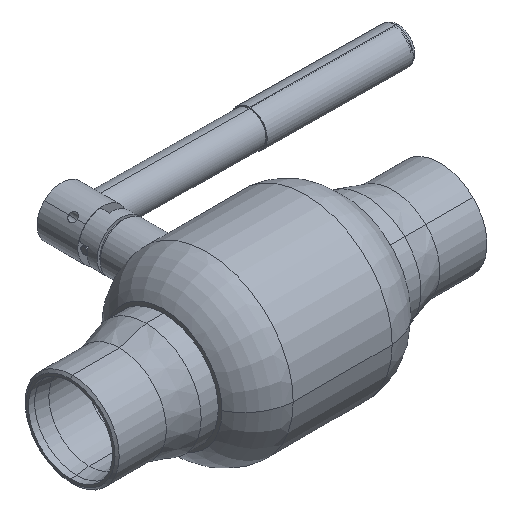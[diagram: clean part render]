
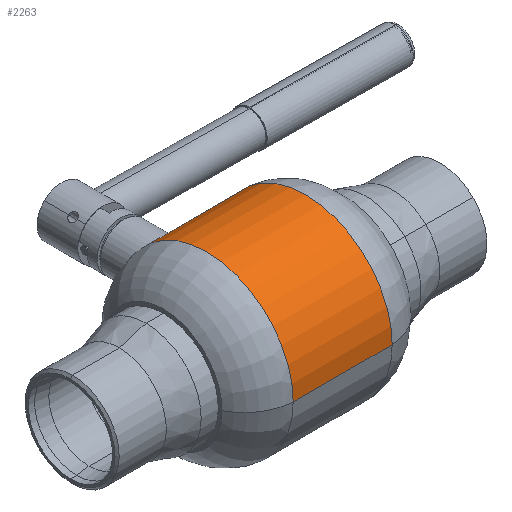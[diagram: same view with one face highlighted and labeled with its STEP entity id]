
A CAD part, isometric view. The second image highlights one B-rep face of the part: STEP entity #2263.
In plain terms, the highlighted cylindrical face has radius 70 mm (diameter 140 mm), a partial arc.
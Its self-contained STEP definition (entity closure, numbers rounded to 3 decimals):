
#6 = CARTESIAN_POINT ( 'NONE',  ( 0., 67.372, 19. ) ) ;
#18 = DIRECTION ( 'NONE',  ( -1., 0., 0. ) ) ;
#36 = VERTEX_POINT ( 'NONE', #304 ) ;
#60 = CARTESIAN_POINT ( 'NONE',  ( -40., 0., 0. ) ) ;
#92 = CARTESIAN_POINT ( 'NONE',  ( 40., 70., 0. ) ) ;
#240 = CARTESIAN_POINT ( 'NONE',  ( -15.074, 69.037, 11.583 ) ) ;
#293 = VERTEX_POINT ( 'NONE', #92 ) ;
#303 = CARTESIAN_POINT ( 'NONE',  ( -18.385, 69.835, 4.952 ) ) ;
#304 = CARTESIAN_POINT ( 'NONE',  ( 19., 70., 0. ) ) ;
#324 = CARTESIAN_POINT ( 'NONE',  ( 1.243, 67.381, 18.97 ) ) ;
#359 = CARTESIAN_POINT ( 'NONE',  ( -14.287, 68.869, 12.54 ) ) ;
#374 = CARTESIAN_POINT ( 'NONE',  ( 40., -70., 0. ) ) ;
#379 = CARTESIAN_POINT ( 'NONE',  ( 16.476, 69.354, 9.542 ) ) ;
#652 = DIRECTION ( 'NONE',  ( -1., 0., 0. ) ) ;
#728 = CARTESIAN_POINT ( 'NONE',  ( 18.752, 69.933, 3.119 ) ) ;
#754 = CARTESIAN_POINT ( 'NONE',  ( 0.622, 67.372, 19. ) ) ;
#785 = FACE_OUTER_BOUND ( 'NONE', #1264, .T. ) ;
#792 = CARTESIAN_POINT ( 'NONE',  ( 14.29, 68.87, 12.537 ) ) ;
#819 = CARTESIAN_POINT ( 'NONE',  ( 17.784, 69.68, 6.716 ) ) ;
#959 = EDGE_CURVE ( 'NONE', #1530, #5723, #3898, .T. ) ;
#1067 = ORIENTED_EDGE ( 'NONE', *, *, #4767, .T. ) ;
#1091 = CARTESIAN_POINT ( 'NONE',  ( 40., 0., 0. ) ) ;
#1094 = DIRECTION ( 'NONE',  ( -1., 0., 0. ) ) ;
#1144 = CARTESIAN_POINT ( 'NONE',  ( -0.622, 67.372, 19. ) ) ;
#1161 = DIRECTION ( 'NONE',  ( -1., 0., 0. ) ) ;
#1193 = AXIS2_PLACEMENT_3D ( 'NONE', #60, #5409, #1382 ) ;
#1200 = CARTESIAN_POINT ( 'NONE',  ( -18.845, 69.958, 2.503 ) ) ;
#1248 = CARTESIAN_POINT ( 'NONE',  ( 9.521, 68.039, 16.454 ) ) ;
#1264 = EDGE_LOOP ( 'NONE', ( #2191, #3797, #3951, #3417, #1067, #5406, #3329 ) ) ;
#1272 = B_SPLINE_CURVE_WITH_KNOTS ( 'NONE', 3,
 ( #5639, #2062, #4325, #1200, #3039, #303, #2572, #4693, #4270, #2093, #1619, #5698, #240, #359, #3393, #5215, #3419, #2035, #3010, #5156, #3861, #5185, #1680, #4799, #3474, #3921, #1144, #3896 ),
 .UNSPECIFIED., .F., .F.,
 ( 4, 2, 2, 2, 2, 2, 2, 2, 2, 2, 2, 2, 2, 4 ),
 ( 0.03, 0.032, 0.034, 0.037, 0.039, 0.041, 0.043, 0.045, 0.048, 0.05, 0.052, 0.056, 0.058, 0.06 ),
 .UNSPECIFIED. ) ;
#1379 = CIRCLE ( 'NONE', #1193, 70. ) ;
#1382 = DIRECTION ( 'NONE',  ( 0., -1., 0. ) ) ;
#1452 = CARTESIAN_POINT ( 'NONE',  ( -40., -70., 0. ) ) ;
#1530 = VERTEX_POINT ( 'NONE', #374 ) ;
#1559 = VECTOR ( 'NONE', #652, 1000. ) ;
#1586 = CARTESIAN_POINT ( 'NONE',  ( 13.869, 68.783, 13.001 ) ) ;
#1619 = CARTESIAN_POINT ( 'NONE',  ( -16.129, 69.275, 10.061 ) ) ;
#1672 = CARTESIAN_POINT ( 'NONE',  ( 18.845, 69.958, 2.504 ) ) ;
#1680 = CARTESIAN_POINT ( 'NONE',  ( -4.953, 67.543, 18.385 ) ) ;
#1692 = EDGE_CURVE ( 'NONE', #5723, #4367, #1379, .T. ) ;
#1694 = DIRECTION ( 'NONE',  ( 0., -1., 0. ) ) ;
#1938 = EDGE_CURVE ( 'NONE', #2648, #36, #2428, .T. ) ;
#2035 = CARTESIAN_POINT ( 'NONE',  ( -10.055, 68.116, 16.133 ) ) ;
#2056 = CARTESIAN_POINT ( 'NONE',  ( 15.079, 69.038, 11.577 ) ) ;
#2062 = CARTESIAN_POINT ( 'NONE',  ( -19., 70., 0.623 ) ) ;
#2093 = CARTESIAN_POINT ( 'NONE',  ( -16.448, 69.35, 9.532 ) ) ;
#2111 = CARTESIAN_POINT ( 'NONE',  ( 4.954, 67.543, 18.386 ) ) ;
#2191 = ORIENTED_EDGE ( 'NONE', *, *, #4356, .T. ) ;
#2263 = ADVANCED_FACE ( 'NONE', ( #785 ), #5627, .T. ) ;
#2366 = VECTOR ( 'NONE', #1094, 1000. ) ;
#2428 = B_SPLINE_CURVE_WITH_KNOTS ( 'NONE', 3,
 ( #3004, #754, #324, #5270, #2949, #2111, #5609, #5179, #3028, #1248, #4793, #2976, #3854, #1586, #792, #2056, #4769, #379, #3913, #819, #5691, #4744, #3435, #728, #1672, #2625, #2541, #3387 ),
 .UNSPECIFIED., .F., .F.,
 ( 4, 2, 2, 2, 2, 2, 2, 2, 2, 2, 2, 2, 2, 4 ),
 ( 0.06, 0.062, 0.063, 0.067, 0.069, 0.071, 0.075, 0.076, 0.078, 0.082, 0.084, 0.086, 0.088, 0.09 ),
 .UNSPECIFIED. ) ;
#2541 = CARTESIAN_POINT ( 'NONE',  ( 19., 70., 0.626 ) ) ;
#2572 = CARTESIAN_POINT ( 'NONE',  ( -18.024, 69.74, 6.139 ) ) ;
#2625 = CARTESIAN_POINT ( 'NONE',  ( 18.969, 69.991, 1.259 ) ) ;
#2648 = VERTEX_POINT ( 'NONE', #6 ) ;
#2705 = LINE ( 'NONE', #3256, #4258 ) ;
#2722 = CARTESIAN_POINT ( 'NONE',  ( -19., 70., 0. ) ) ;
#2837 = DIRECTION ( 'NONE',  ( 0., -1., 0. ) ) ;
#2949 = CARTESIAN_POINT ( 'NONE',  ( 3.103, 67.441, 18.755 ) ) ;
#2976 = CARTESIAN_POINT ( 'NONE',  ( 11.602, 68.356, 15.097 ) ) ;
#3004 = CARTESIAN_POINT ( 'NONE',  ( 0., 67.372, 19. ) ) ;
#3010 = CARTESIAN_POINT ( 'NONE',  ( -9.523, 68.04, 16.453 ) ) ;
#3028 = CARTESIAN_POINT ( 'NONE',  ( 8.42, 67.894, 17.044 ) ) ;
#3039 = CARTESIAN_POINT ( 'NONE',  ( -18.752, 69.933, 3.121 ) ) ;
#3246 = CIRCLE ( 'NONE', #4543, 70. ) ;
#3256 = CARTESIAN_POINT ( 'NONE',  ( 0., 70., 0. ) ) ;
#3329 = ORIENTED_EDGE ( 'NONE', *, *, #959, .F. ) ;
#3387 = CARTESIAN_POINT ( 'NONE',  ( 19., 70., 0. ) ) ;
#3393 = CARTESIAN_POINT ( 'NONE',  ( -13.867, 68.783, 13.004 ) ) ;
#3417 = ORIENTED_EDGE ( 'NONE', *, *, #3886, .F. ) ;
#3419 = CARTESIAN_POINT ( 'NONE',  ( -11.595, 68.355, 15.102 ) ) ;
#3435 = CARTESIAN_POINT ( 'NONE',  ( 18.509, 69.868, 4.336 ) ) ;
#3474 = CARTESIAN_POINT ( 'NONE',  ( -2.491, 67.415, 18.846 ) ) ;
#3609 = VERTEX_POINT ( 'NONE', #2722 ) ;
#3797 = ORIENTED_EDGE ( 'NONE', *, *, #5742, .T. ) ;
#3854 = CARTESIAN_POINT ( 'NONE',  ( 12.554, 68.526, 14.315 ) ) ;
#3861 = CARTESIAN_POINT ( 'NONE',  ( -7.856, 67.826, 17.311 ) ) ;
#3886 = EDGE_CURVE ( 'NONE', #3609, #2648, #1272, .T. ) ;
#3896 = CARTESIAN_POINT ( 'NONE',  ( 0., 67.372, 19. ) ) ;
#3898 = LINE ( 'NONE', #5669, #2366 ) ;
#3913 = CARTESIAN_POINT ( 'NONE',  ( 17.062, 69.498, 8.453 ) ) ;
#3921 = CARTESIAN_POINT ( 'NONE',  ( -1.244, 67.381, 18.97 ) ) ;
#3951 = ORIENTED_EDGE ( 'NONE', *, *, #1938, .F. ) ;
#4258 = VECTOR ( 'NONE', #18, 1000. ) ;
#4270 = CARTESIAN_POINT ( 'NONE',  ( -17.035, 69.492, 8.438 ) ) ;
#4271 = CARTESIAN_POINT ( 'NONE',  ( -40., 70., 0. ) ) ;
#4325 = CARTESIAN_POINT ( 'NONE',  ( -18.969, 69.992, 1.248 ) ) ;
#4356 = EDGE_CURVE ( 'NONE', #1530, #293, #3246, .T. ) ;
#4367 = VERTEX_POINT ( 'NONE', #4271 ) ;
#4517 = AXIS2_PLACEMENT_3D ( 'NONE', #5173, #1161, #1694 ) ;
#4543 = AXIS2_PLACEMENT_3D ( 'NONE', #1091, #5132, #2837 ) ;
#4676 = CARTESIAN_POINT ( 'NONE',  ( 0., 70., 0. ) ) ;
#4693 = CARTESIAN_POINT ( 'NONE',  ( -17.305, 69.559, 7.87 ) ) ;
#4701 = LINE ( 'NONE', #4676, #1559 ) ;
#4744 = CARTESIAN_POINT ( 'NONE',  ( 18.358, 69.828, 4.938 ) ) ;
#4767 = EDGE_CURVE ( 'NONE', #3609, #4367, #4701, .T. ) ;
#4769 = CARTESIAN_POINT ( 'NONE',  ( 15.447, 69.119, 11.08 ) ) ;
#4793 = CARTESIAN_POINT ( 'NONE',  ( 10.058, 68.117, 16.132 ) ) ;
#4799 = CARTESIAN_POINT ( 'NONE',  ( -3.117, 67.441, 18.753 ) ) ;
#5132 = DIRECTION ( 'NONE',  ( -1., 0., 0. ) ) ;
#5156 = CARTESIAN_POINT ( 'NONE',  ( -8.421, 67.894, 17.043 ) ) ;
#5173 = CARTESIAN_POINT ( 'NONE',  ( 0., 0., 0. ) ) ;
#5179 = CARTESIAN_POINT ( 'NONE',  ( 7.859, 67.827, 17.309 ) ) ;
#5185 = CARTESIAN_POINT ( 'NONE',  ( -6.138, 67.642, 18.024 ) ) ;
#5215 = CARTESIAN_POINT ( 'NONE',  ( -12.548, 68.525, 14.321 ) ) ;
#5270 = CARTESIAN_POINT ( 'NONE',  ( 2.483, 67.415, 18.847 ) ) ;
#5406 = ORIENTED_EDGE ( 'NONE', *, *, #1692, .F. ) ;
#5409 = DIRECTION ( 'NONE',  ( -1., 0., 0. ) ) ;
#5609 = CARTESIAN_POINT ( 'NONE',  ( 6.142, 67.642, 18.022 ) ) ;
#5627 = CYLINDRICAL_SURFACE ( 'NONE', #4517, 70. ) ;
#5639 = CARTESIAN_POINT ( 'NONE',  ( -19., 70., 0. ) ) ;
#5669 = CARTESIAN_POINT ( 'NONE',  ( 0., -70., 0. ) ) ;
#5691 = CARTESIAN_POINT ( 'NONE',  ( 17.996, 69.734, 6.127 ) ) ;
#5698 = CARTESIAN_POINT ( 'NONE',  ( -15.442, 69.118, 11.087 ) ) ;
#5723 = VERTEX_POINT ( 'NONE', #1452 ) ;
#5742 = EDGE_CURVE ( 'NONE', #293, #36, #2705, .T. ) ;
